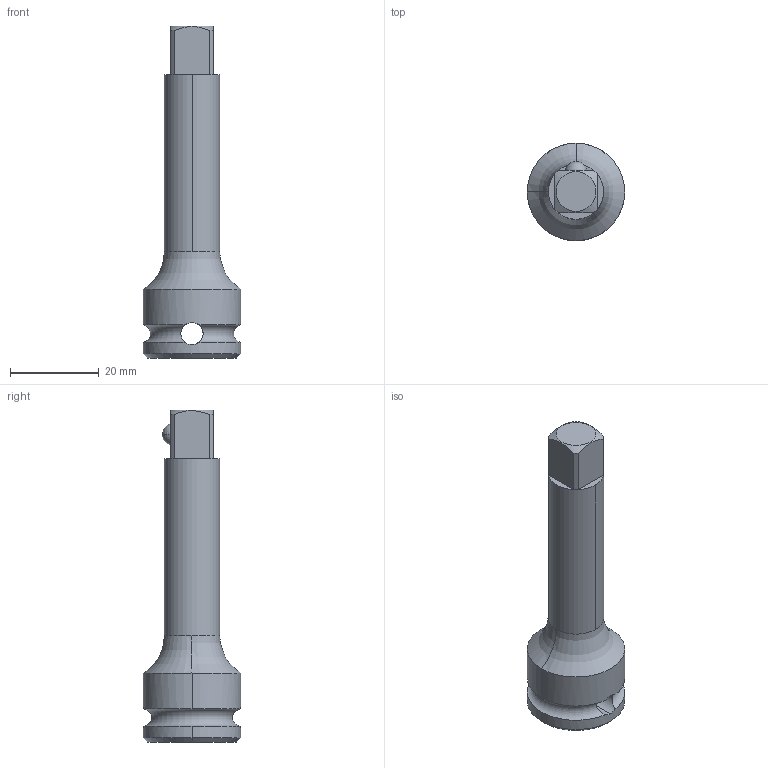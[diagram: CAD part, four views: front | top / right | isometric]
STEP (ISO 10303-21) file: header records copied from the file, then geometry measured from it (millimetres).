
FILE_DESCRIPTION((''),'2;1');
FILE_NAME('4027123441','2023-08-22T12:10:41',('A00565553'),(''),'CREO PARAMETRIC BY PTC INC, 2022414','CREO PARAMETRIC BY PTC INC, 2022414','');
FILE_SCHEMA(('CONFIG_CONTROL_DESIGN','GEOMETRIC_VALIDATION_PROPERTIES_MIM'));
Length unit declared in the file: millimetre
Products named in the file (1): 4027123441
Bounding box: 22 x 22 x 75 mm (x, y, z)
Volume: 11667 mm3; surface area: 4809.1 mm2
Topology: 2 solids, 2 shells, 57 faces, 154 edges, 95 vertices
Faces by surface type: cylinder 21, plane 18, cone 10, torus 4, sphere 2, bspline 2
Entity records: 3320 total; most frequent: CARTESIAN_POINT 1364, ORIENTED_EDGE 296, DIRECTION 272, PRESENTATION_STYLE_ASSIGNMENT 152, STYLED_ITEM 150, CURVE_STYLE 148, EDGE_CURVE 148, AXIS2_PLACEMENT_3D 110
